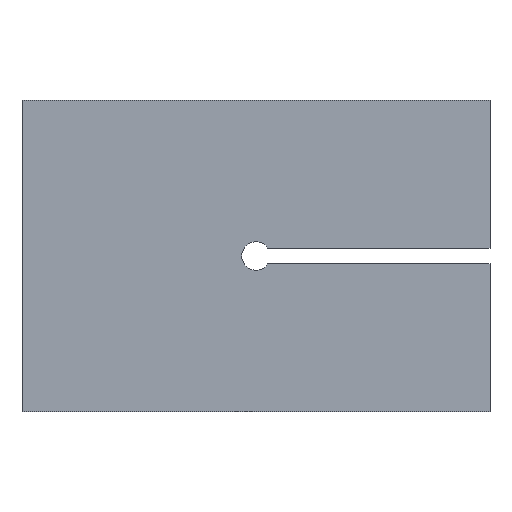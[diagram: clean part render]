
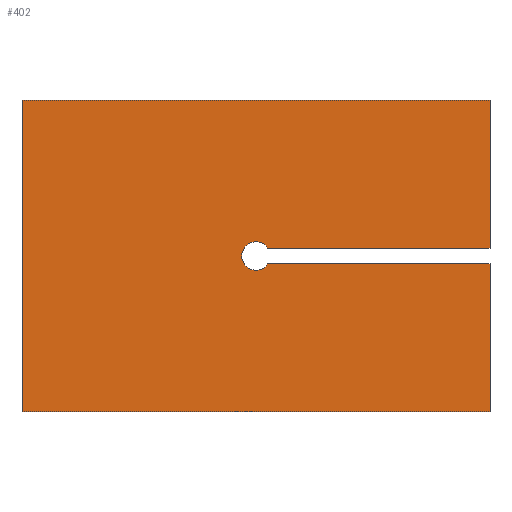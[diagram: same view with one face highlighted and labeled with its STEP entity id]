
A CAD part, front view. The second image highlights one B-rep face of the part: STEP entity #402.
In plain terms, the highlighted planar face has unit normal (0, -1, 0).
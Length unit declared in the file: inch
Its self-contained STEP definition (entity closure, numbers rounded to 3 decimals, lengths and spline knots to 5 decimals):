
#40=CIRCLE('',#448,0.018);
#62=FACE_OUTER_BOUND('',#90,.T.);
#90=EDGE_LOOP('',(#361,#362,#363,#364,#365,#366,#367,#368));
#109=LINE('',#659,#149);
#113=LINE('',#667,#153);
#116=LINE('',#673,#156);
#120=LINE('',#685,#160);
#123=LINE('',#691,#163);
#126=LINE('',#697,#166);
#129=LINE('',#702,#169);
#149=VECTOR('',#516,0.3937);
#153=VECTOR('',#522,0.3937);
#156=VECTOR('',#527,0.3937);
#160=VECTOR('',#539,0.3937);
#163=VECTOR('',#544,0.3937);
#166=VECTOR('',#549,0.3937);
#169=VECTOR('',#554,0.3937);
#191=VERTEX_POINT('',#657);
#192=VERTEX_POINT('',#658);
#195=VERTEX_POINT('',#666);
#197=VERTEX_POINT('',#672);
#199=VERTEX_POINT('',#678);
#201=VERTEX_POINT('',#684);
#203=VERTEX_POINT('',#690);
#205=VERTEX_POINT('',#696);
#237=EDGE_CURVE('',#191,#192,#109,.T.);
#241=EDGE_CURVE('',#195,#191,#113,.T.);
#244=EDGE_CURVE('',#197,#195,#116,.T.);
#247=EDGE_CURVE('',#199,#197,#40,.T.);
#250=EDGE_CURVE('',#201,#199,#120,.T.);
#253=EDGE_CURVE('',#203,#201,#123,.T.);
#256=EDGE_CURVE('',#205,#203,#126,.T.);
#259=EDGE_CURVE('',#192,#205,#129,.T.);
#361=ORIENTED_EDGE('',*,*,#259,.F.);
#362=ORIENTED_EDGE('',*,*,#237,.F.);
#363=ORIENTED_EDGE('',*,*,#241,.F.);
#364=ORIENTED_EDGE('',*,*,#244,.F.);
#365=ORIENTED_EDGE('',*,*,#247,.F.);
#366=ORIENTED_EDGE('',*,*,#250,.F.);
#367=ORIENTED_EDGE('',*,*,#253,.F.);
#368=ORIENTED_EDGE('',*,*,#256,.F.);
#382=PLANE('',#455);
#402=ADVANCED_FACE('',(#62),#382,.F.);
#448=AXIS2_PLACEMENT_3D('',#679,#532,#533);
#455=AXIS2_PLACEMENT_3D('',#705,#558,#559);
#516=DIRECTION('',(-1.,0.,0.));
#522=DIRECTION('',(0.,0.,-1.));
#527=DIRECTION('',(1.,0.,0.));
#532=DIRECTION('center_axis',(0.,-1.,0.));
#533=DIRECTION('ref_axis',(1.,0.,0.));
#539=DIRECTION('',(-1.,0.,0.));
#544=DIRECTION('',(0.,0.,-1.));
#549=DIRECTION('',(1.,0.,0.));
#554=DIRECTION('',(0.,0.,1.));
#558=DIRECTION('center_axis',(0.,1.,0.));
#559=DIRECTION('ref_axis',(0.,0.,1.));
#657=CARTESIAN_POINT('',(0.,0.,-0.3937));
#658=CARTESIAN_POINT('',(-0.59055,0.,-0.3937));
#659=CARTESIAN_POINT('',(0.,0.,-0.3937));
#666=CARTESIAN_POINT('',(0.,0.,-0.20685));
#667=CARTESIAN_POINT('',(0.,0.,0.));
#672=CARTESIAN_POINT('',(-0.28033,0.,-0.20685));
#673=CARTESIAN_POINT('',(-0.28033,0.,-0.20685));
#678=CARTESIAN_POINT('',(-0.28033,0.,-0.18685));
#679=CARTESIAN_POINT('Origin',(-0.2953,0.,-0.19685));
#684=CARTESIAN_POINT('',(0.,0.,-0.18685));
#685=CARTESIAN_POINT('',(0.,0.,-0.18685));
#690=CARTESIAN_POINT('',(0.,0.,0.));
#691=CARTESIAN_POINT('',(0.,0.,0.));
#696=CARTESIAN_POINT('',(-0.59055,0.,0.));
#697=CARTESIAN_POINT('',(-0.59055,0.,0.));
#702=CARTESIAN_POINT('',(-0.59055,0.,-0.3937));
#705=CARTESIAN_POINT('Origin',(-0.29528,0.,-0.19685));
